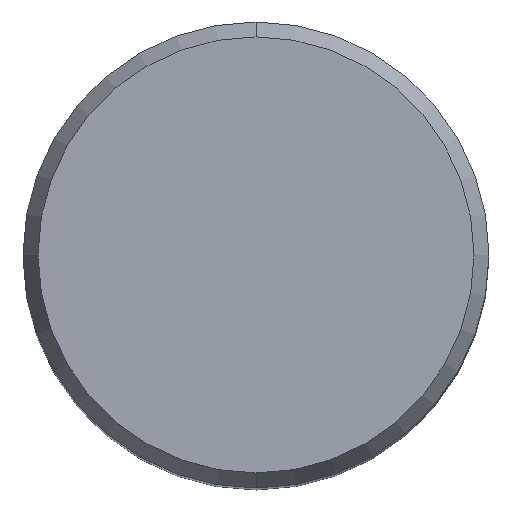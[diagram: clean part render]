
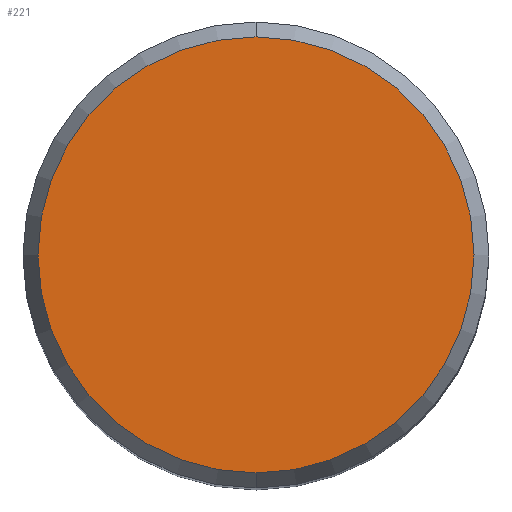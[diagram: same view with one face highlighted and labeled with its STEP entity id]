
A CAD part, top view. The second image highlights one B-rep face of the part: STEP entity #221.
In plain terms, the highlighted planar face has unit normal (0, 0, 1).
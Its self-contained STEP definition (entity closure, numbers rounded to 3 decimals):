
#171=EDGE_CURVE('',#231,#355,#462,.T.);
#221=ADVANCED_FACE('',(#515),#516,.T.);
#231=VERTEX_POINT('',#527);
#255=EDGE_CURVE('',#355,#231,#554,.T.);
#355=VERTEX_POINT('',#665);
#462=CIRCLE('',#774,8.423);
#515=FACE_OUTER_BOUND('',#932,.T.);
#516=PLANE('',#933);
#527=CARTESIAN_POINT('',(0.,-8.423,0.0));
#554=CIRCLE('',#976,8.423);
#665=CARTESIAN_POINT('',(0.0,8.423,0.0));
#774=AXIS2_PLACEMENT_3D('',#1443,#1444,#1445);
#932=EDGE_LOOP('',(#1485,#1486));
#933=AXIS2_PLACEMENT_3D('',#1487,#1488,#1489);
#976=AXIS2_PLACEMENT_3D('',#1536,#1537,#1538);
#1443=CARTESIAN_POINT('',(0.0,0.0,0.0));
#1444=DIRECTION('',(0.0,0.0,-1.0));
#1445=DIRECTION('',(0.0,1.0,0.0));
#1485=ORIENTED_EDGE('',*,*,#255,.F.);
#1486=ORIENTED_EDGE('',*,*,#171,.F.);
#1487=CARTESIAN_POINT('',(0.0,4.211,0.0));
#1488=DIRECTION('',(-0.0,0.0,1.0));
#1489=DIRECTION('',(0.0,-1.0,0.0));
#1536=CARTESIAN_POINT('',(0.0,0.0,0.0));
#1537=DIRECTION('',(0.0,0.0,-1.0));
#1538=DIRECTION('',(0.0,1.0,0.0));
